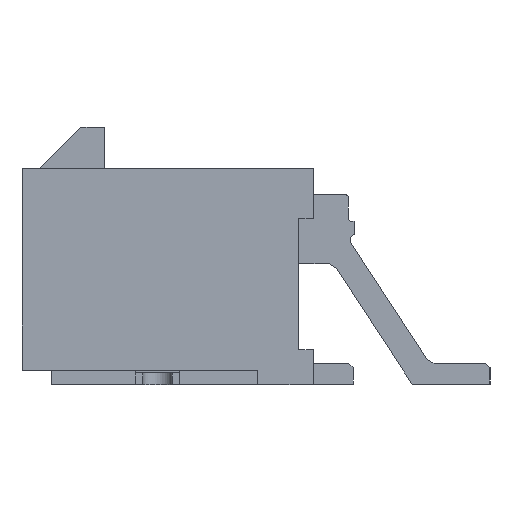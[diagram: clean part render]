
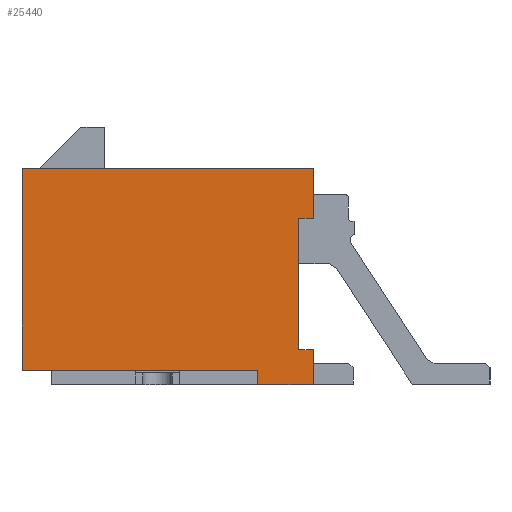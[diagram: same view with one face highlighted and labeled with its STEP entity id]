
A CAD part, left-side view. The second image highlights one B-rep face of the part: STEP entity #25440.
In plain terms, the highlighted face is planar.
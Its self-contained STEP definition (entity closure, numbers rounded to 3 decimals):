
#1765=ORIENTED_EDGE('',*,*,#6870,.T.);
#1766=ORIENTED_EDGE('',*,*,#6311,.F.);
#1767=ORIENTED_EDGE('',*,*,#6871,.T.);
#1768=ORIENTED_EDGE('',*,*,#6868,.T.);
#1769=ORIENTED_EDGE('',*,*,#6872,.T.);
#1770=ORIENTED_EDGE('',*,*,#6873,.T.);
#1771=ORIENTED_EDGE('',*,*,#6261,.F.);
#1772=ORIENTED_EDGE('',*,*,#6256,.T.);
#1773=ORIENTED_EDGE('',*,*,#6874,.T.);
#1774=ORIENTED_EDGE('',*,*,#6856,.F.);
#6256=EDGE_CURVE('',#8959,#8961,#10703,.T.);
#6261=EDGE_CURVE('',#8959,#8964,#10708,.T.);
#6311=EDGE_CURVE('',#9000,#8998,#10758,.T.);
#6856=EDGE_CURVE('',#9375,#9374,#11263,.T.);
#6868=EDGE_CURVE('',#9383,#9382,#11275,.T.);
#6870=EDGE_CURVE('',#9375,#8998,#11277,.T.);
#6871=EDGE_CURVE('',#9000,#9383,#11278,.T.);
#6872=EDGE_CURVE('',#9382,#9384,#11279,.T.);
#6873=EDGE_CURVE('',#9384,#8964,#11280,.T.);
#6874=EDGE_CURVE('',#8961,#9374,#11281,.T.);
#8959=VERTEX_POINT('',#33444);
#8961=VERTEX_POINT('',#33448);
#8964=VERTEX_POINT('',#33458);
#8998=VERTEX_POINT('',#33558);
#9000=VERTEX_POINT('',#33562);
#9374=VERTEX_POINT('',#34613);
#9375=VERTEX_POINT('',#34617);
#9382=VERTEX_POINT('',#34641);
#9383=VERTEX_POINT('',#34643);
#9384=VERTEX_POINT('',#34649);
#10703=LINE('',#33449,#13198);
#10708=LINE('',#33459,#13203);
#10758=LINE('',#33563,#13253);
#11263=LINE('',#34618,#13758);
#11275=LINE('',#34642,#13770);
#11277=LINE('',#34646,#13772);
#11278=LINE('',#34647,#13773);
#11279=LINE('',#34648,#13774);
#11280=LINE('',#34650,#13775);
#11281=LINE('',#34651,#13776);
#13198=VECTOR('',#28085,1000.);
#13203=VECTOR('',#28094,1000.);
#13253=VECTOR('',#28180,1000.);
#13758=VECTOR('',#29035,1000.);
#13770=VECTOR('',#29057,1000.);
#13772=VECTOR('',#29061,1000.);
#13773=VECTOR('',#29062,1000.);
#13774=VECTOR('',#29063,1000.);
#13775=VECTOR('',#29064,1000.);
#13776=VECTOR('',#29065,1000.);
#15435=EDGE_LOOP('',(#1765,#1766,#1767,#1768,#1769,#1770,#1771,#1772,#1773,
#1774));
#16482=FACE_BOUND('',#15435,.T.);
#17510=PLANE('',#26491);
#25440=ADVANCED_FACE('',(#16482),#17510,.T.);
#26491=AXIS2_PLACEMENT_3D('',#34645,#29059,#29060);
#28085=DIRECTION('',(0.,0.,-1.));
#28094=DIRECTION('',(-1.,0.,0.));
#28180=DIRECTION('',(0.,0.,1.));
#29035=DIRECTION('',(0.,0.,-1.));
#29057=DIRECTION('',(0.,0.,1.));
#29059=DIRECTION('',(0.,1.,0.));
#29060=DIRECTION('',(0.,0.,1.));
#29061=DIRECTION('',(-1.,0.,0.));
#29062=DIRECTION('',(-1.,0.,0.));
#29063=DIRECTION('',(1.,0.,0.));
#29064=DIRECTION('',(0.,0.,-1.));
#29065=DIRECTION('',(-1.,0.,0.));
#33444=CARTESIAN_POINT('',(3.93,15.35,-3.05));
#33448=CARTESIAN_POINT('',(3.93,15.35,-4.95));
#33449=CARTESIAN_POINT('',(3.93,15.35,-3.05));
#33458=CARTESIAN_POINT('',(3.43,15.35,-3.05));
#33459=CARTESIAN_POINT('',(3.93,15.35,-3.05));
#33558=CARTESIAN_POINT('',(-1.73,15.35,-4.45));
#33562=CARTESIAN_POINT('',(-1.73,15.35,-4.95));
#33563=CARTESIAN_POINT('',(-1.73,15.35,-4.95));
#34613=CARTESIAN_POINT('',(2.73,15.35,-4.95));
#34617=CARTESIAN_POINT('',(2.73,15.35,-4.45));
#34618=CARTESIAN_POINT('',(2.73,15.35,-4.45));
#34641=CARTESIAN_POINT('',(-3.43,15.35,4.95));
#34642=CARTESIAN_POINT('',(-3.43,15.35,-4.95));
#34643=CARTESIAN_POINT('',(-3.43,15.35,-4.95));
#34645=CARTESIAN_POINT('',(0.,15.35,0.));
#34646=CARTESIAN_POINT('',(-2.73,15.35,-4.45));
#34647=CARTESIAN_POINT('',(3.43,15.35,-4.95));
#34648=CARTESIAN_POINT('',(-3.43,15.35,4.95));
#34649=CARTESIAN_POINT('',(3.43,15.35,4.95));
#34650=CARTESIAN_POINT('',(3.43,15.35,4.95));
#34651=CARTESIAN_POINT('',(3.43,15.35,-4.95));
